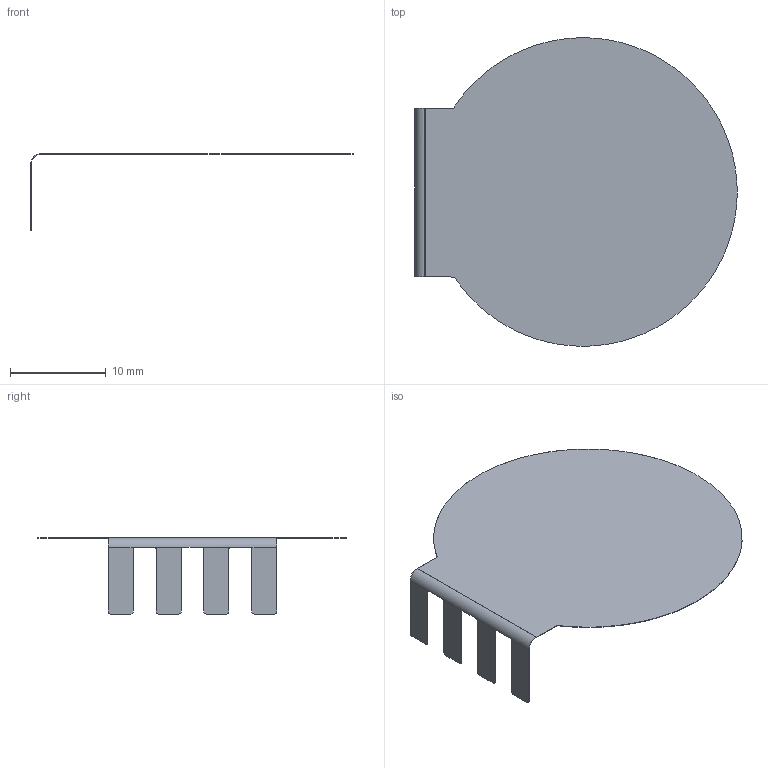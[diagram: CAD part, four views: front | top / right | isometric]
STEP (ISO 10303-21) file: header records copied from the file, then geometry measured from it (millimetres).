
FILE_DESCRIPTION(('Open CASCADE Model'),'2;1');
FILE_NAME('Open CASCADE Shape Model','2024-06-20T08:33:56',('Author'),( 'Open CASCADE'),'Open CASCADE STEP processor 7.5','Open CASCADE 7.5' ,'Unknown');
FILE_SCHEMA(('AUTOMOTIVE_DESIGN { 1 0 10303 214 1 1 1 1 }'));
Length unit declared in the file: millimetre
Products named in the file (8): PCB; Board; Open CASCADE STEP translator 7.5 7.1.1; Open CASCADE STEP translator 7.5 7.1.2; Open CASCADE STEP translator 7.5 7.1.3; Open CASCADE STEP translator 7.5 7.1.4; Open CASCADE STEP translator 7.5 7.1.5; Open CASCADE STEP translator 7.5 7.1.6
Assembly tree (7 placements, depth 3):
  PCB
    Board
      Open CASCADE STEP translator 7.5 7.1.1
      Open CASCADE STEP translator 7.5 7.1.2
      Open CASCADE STEP translator 7.5 7.1.3
      Open CASCADE STEP translator 7.5 7.1.4
      Open CASCADE STEP translator 7.5 7.1.5
      Open CASCADE STEP translator 7.5 7.1.6
Bounding box: 33.7 x 32.26 x 8.01 mm (x, y, z)
Volume: 47.9 mm3; surface area: 1890.2 mm2
Topology: 6 solids, 6 shells, 187 faces, 525 edges, 350 vertices
Faces by surface type: plane 171, bspline 14, cylinder 2
Entity records: 6176 total; most frequent: CARTESIAN_POINT 1322, ORIENTED_EDGE 1050, DIRECTION 829, EDGE_CURVE 525, LINE 459, VECTOR 459, VERTEX_POINT 350, ADVANCED_FACE 187
